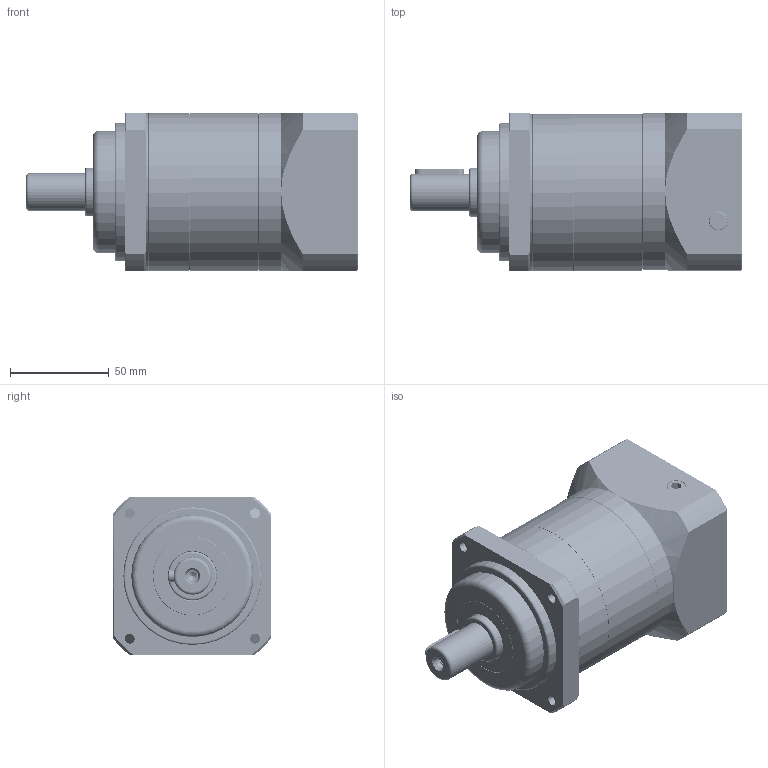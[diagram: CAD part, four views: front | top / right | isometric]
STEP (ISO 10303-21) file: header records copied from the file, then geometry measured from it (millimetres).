
FILE_DESCRIPTION((''),'2;1');
FILE_NAME('KFA80-2 (S19).stp','2013-11-12T10:31:40',('young'),(''),'Autodesk Inventor 2012','Autodesk Inventor 2012','');
FILE_SCHEMA(('AUTOMOTIVE_DESIGN { 1 0 10303 214 1 1 1 1 }'));
Length unit declared in the file: millimetre
Products named in the file (1): KFA80-2 (S19)
Bounding box: 168.5 x 80.35 x 80 mm (x, y, z)
Volume: 326145.8 mm3; surface area: 129517.1 mm2
Topology: 17 solids, 17 shells, 849 faces, 3059 edges, 2267 vertices
Faces by surface type: cylinder 512, plane 210, cone 93, bspline 20, torus 14
Full cylindrical faces by diameter (mm): 4.2 x5, 5 x398, 5.1 x4, 5.5 x9, 6 x1, 8.433 x2, 8.5 x5, 9.5 x2, 11 x1, 19 x1, 19.2 x1, 23.5 x1, 24.8 x2, 25 x3, 26 x1, 27 x1, 30 x1, 33 x1, 34.5 x1, 35 x3, 39.614 x1, 40 x2, 42.908 x1, 43 x1, 62 x1, 62.908 x2, 65.8 x1, 70 x1, 80 x4
Entity records: 94229 total; most frequent: CARTESIAN_POINT 77880, ORIENTED_EDGE 4996, EDGE_CURVE 2498, VERTEX_POINT 2229, DIRECTION 2051, AXIS2_PLACEMENT_3D 854, EDGE_LOOP 655, FACE_OUTER_BOUND 457
